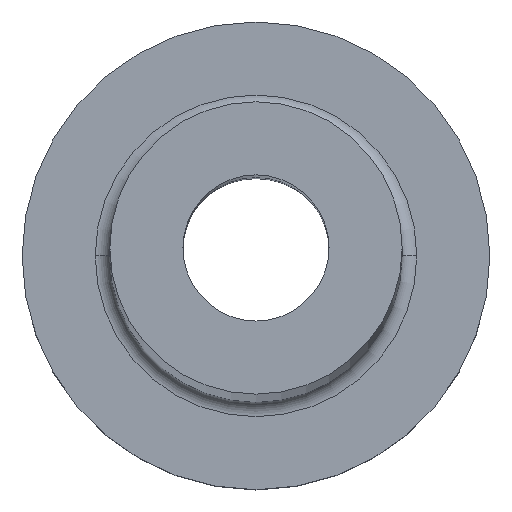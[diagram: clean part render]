
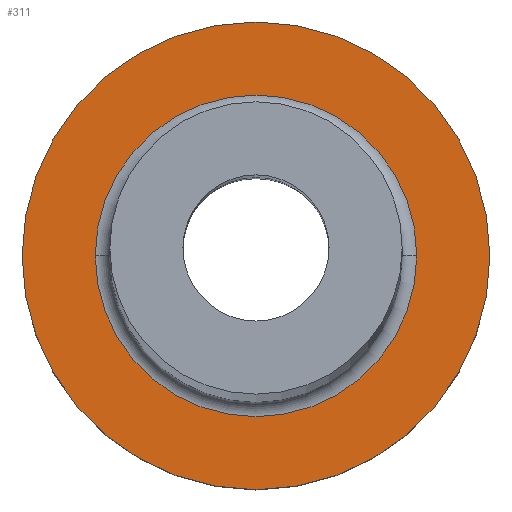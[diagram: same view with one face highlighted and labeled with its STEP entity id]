
A CAD part, top view. The second image highlights one B-rep face of the part: STEP entity #311.
In plain terms, the highlighted planar face has unit normal (0, 0, 1).
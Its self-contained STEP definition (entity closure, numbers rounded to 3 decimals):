
#5 = AXIS2_PLACEMENT_3D ( 'NONE', #101, #424, #416 ) ;
#35 = CARTESIAN_POINT ( 'NONE',  ( -5.5, 0., 5. ) ) ;
#53 = DIRECTION ( 'NONE',  ( 0., 0., -1. ) ) ;
#59 = CIRCLE ( 'NONE', #283, 8. ) ;
#68 = FACE_BOUND ( 'NONE', #445, .T. ) ;
#72 = VERTEX_POINT ( 'NONE', #262 ) ;
#75 = CIRCLE ( 'NONE', #5, 8. ) ;
#84 = DIRECTION ( 'NONE',  ( 0., 0., -1. ) ) ;
#89 = ORIENTED_EDGE ( 'NONE', *, *, #149, .T. ) ;
#92 = DIRECTION ( 'NONE',  ( 0., 0., 1. ) ) ;
#101 = CARTESIAN_POINT ( 'NONE',  ( 0., 0., 5. ) ) ;
#103 = ORIENTED_EDGE ( 'NONE', *, *, #171, .T. ) ;
#109 = EDGE_CURVE ( 'NONE', #354, #293, #59, .T. ) ;
#118 = DIRECTION ( 'NONE',  ( 0., 0., 1. ) ) ;
#149 = EDGE_CURVE ( 'NONE', #259, #72, #368, .T. ) ;
#165 = CIRCLE ( 'NONE', #448, 5.5 ) ;
#171 = EDGE_CURVE ( 'NONE', #293, #354, #75, .T. ) ;
#205 = CARTESIAN_POINT ( 'NONE',  ( 0., 0., 5. ) ) ;
#225 = FACE_OUTER_BOUND ( 'NONE', #309, .T. ) ;
#237 = DIRECTION ( 'NONE',  ( 1., 0., 0. ) ) ;
#243 = CARTESIAN_POINT ( 'NONE',  ( 0., 0., 5. ) ) ;
#259 = VERTEX_POINT ( 'NONE', #35 ) ;
#262 = CARTESIAN_POINT ( 'NONE',  ( 5.5, 0., 5. ) ) ;
#273 = AXIS2_PLACEMENT_3D ( 'NONE', #294, #118, #391 ) ;
#283 = AXIS2_PLACEMENT_3D ( 'NONE', #410, #92, #307 ) ;
#292 = CARTESIAN_POINT ( 'NONE',  ( -8., 0., 5. ) ) ;
#293 = VERTEX_POINT ( 'NONE', #320 ) ;
#294 = CARTESIAN_POINT ( 'NONE',  ( 0., 0., 5. ) ) ;
#300 = PLANE ( 'NONE',  #273 ) ;
#304 = AXIS2_PLACEMENT_3D ( 'NONE', #205, #53, #441 ) ;
#307 = DIRECTION ( 'NONE',  ( 1., 0., 0. ) ) ;
#309 = EDGE_LOOP ( 'NONE', ( #427, #103 ) ) ;
#311 = ADVANCED_FACE ( 'NONE', ( #68, #225 ), #300, .T. ) ;
#320 = CARTESIAN_POINT ( 'NONE',  ( 8., 0., 5. ) ) ;
#354 = VERTEX_POINT ( 'NONE', #292 ) ;
#359 = ORIENTED_EDGE ( 'NONE', *, *, #444, .T. ) ;
#368 = CIRCLE ( 'NONE', #304, 5.5 ) ;
#391 = DIRECTION ( 'NONE',  ( 1., 0., 0. ) ) ;
#410 = CARTESIAN_POINT ( 'NONE',  ( 0., 0., 5. ) ) ;
#416 = DIRECTION ( 'NONE',  ( 1., 0., 0. ) ) ;
#424 = DIRECTION ( 'NONE',  ( 0., 0., 1. ) ) ;
#427 = ORIENTED_EDGE ( 'NONE', *, *, #109, .T. ) ;
#441 = DIRECTION ( 'NONE',  ( 1., 0., 0. ) ) ;
#444 = EDGE_CURVE ( 'NONE', #72, #259, #165, .T. ) ;
#445 = EDGE_LOOP ( 'NONE', ( #359, #89 ) ) ;
#448 = AXIS2_PLACEMENT_3D ( 'NONE', #243, #84, #237 ) ;
